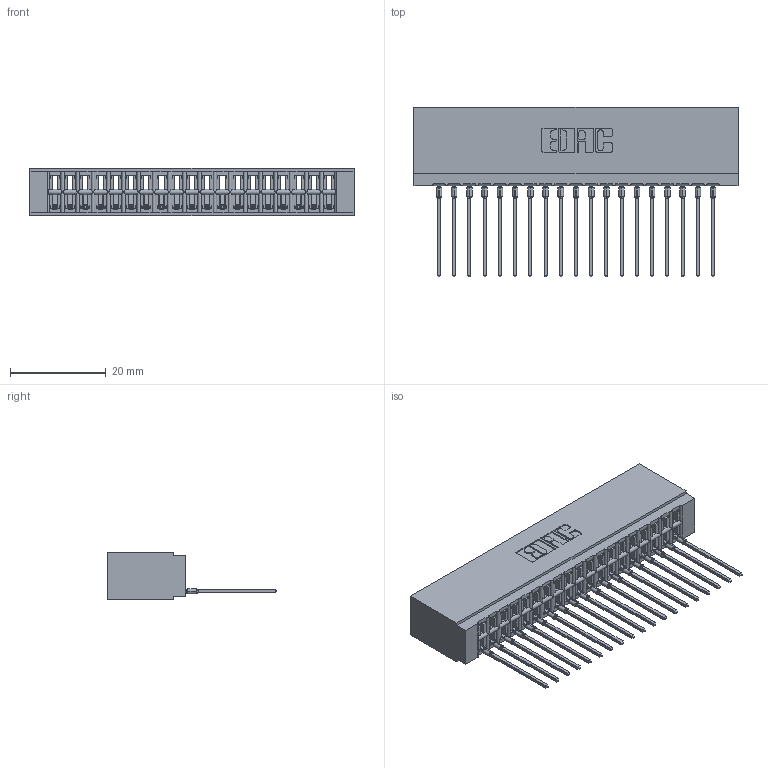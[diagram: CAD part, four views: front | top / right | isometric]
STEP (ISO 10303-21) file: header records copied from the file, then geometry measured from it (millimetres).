
FILE_DESCRIPTION (( 'STEP AP203' ), '1' );
FILE_NAME ('746-019-541-101.STEP', '2026-02-27T21:18:31', ( '' ), ( '' ), 'SwSTEP 2.0', 'SolidWorks 2023', '' );
FILE_SCHEMA (( 'CONFIG_CONTROL_DESIGN' ));
Length unit declared in the file: millimetre
Products named in the file (3): 746-019-541-101; 746 Part_.515 Slot Depth - 01; 746-292-001_541
Assembly tree (20 placements, depth 2):
  746-019-541-101
    746 Part_.515 Slot Depth - 01
    746-292-001_541  x19
Bounding box: 67.56 x 35.42 x 9.91 mm (x, y, z)
Volume: 7305.5 mm3; surface area: 10903.1 mm2
Topology: 20 solids, 20 shells, 2149 faces, 6096 edges, 3918 vertices
Faces by surface type: plane 1252, cylinder 403, bspline 380, torus 114
Entity records: 31955 total; most frequent: CARTESIAN_POINT 6656, ORIENTED_EDGE 5532, DIRECTION 4620, EDGE_CURVE 2766, LINE 2392, VECTOR 2392, VERTEX_POINT 1830, AXIS2_PLACEMENT_3D 1114
